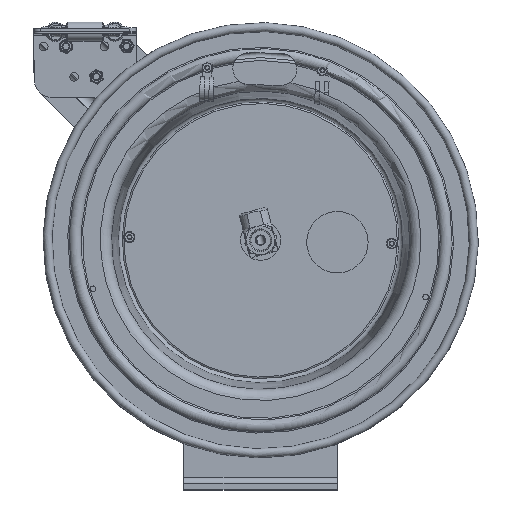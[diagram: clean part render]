
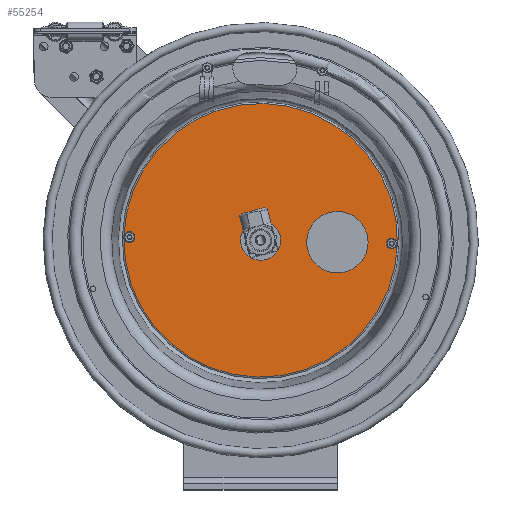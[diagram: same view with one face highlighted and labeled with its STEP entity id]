
A CAD part, top view. The second image highlights one B-rep face of the part: STEP entity #55254.
In plain terms, the highlighted planar face has unit normal (0, 0, 1).
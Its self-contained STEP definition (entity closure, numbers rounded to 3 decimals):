
#14112=FACE_BOUND('',#18432,.T.);
#14113=FACE_BOUND('',#18433,.T.);
#14114=FACE_BOUND('',#18434,.T.);
#14854=PLANE('',#58955);
#16361=FACE_OUTER_BOUND('',#18431,.T.);
#18431=EDGE_LOOP('',(#46991,#46992));
#18432=EDGE_LOOP('',(#46993));
#18433=EDGE_LOOP('',(#46994));
#18434=EDGE_LOOP('',(#46995));
#20776=CIRCLE('',#58950,5.345);
#20777=CIRCLE('',#58951,5.345);
#20781=CIRCLE('',#58956,0.1);
#20782=CIRCLE('',#58957,0.1);
#20783=CIRCLE('',#58958,0.65);
#26336=VERTEX_POINT('',#92940);
#26337=VERTEX_POINT('',#92941);
#26340=VERTEX_POINT('',#92950);
#26341=VERTEX_POINT('',#92952);
#26342=VERTEX_POINT('',#92954);
#35287=EDGE_CURVE('',#26336,#26337,#20776,.T.);
#35288=EDGE_CURVE('',#26337,#26336,#20777,.T.);
#35292=EDGE_CURVE('',#26340,#26340,#20781,.T.);
#35293=EDGE_CURVE('',#26341,#26341,#20782,.T.);
#35294=EDGE_CURVE('',#26342,#26342,#20783,.T.);
#46991=ORIENTED_EDGE('',*,*,#35287,.T.);
#46992=ORIENTED_EDGE('',*,*,#35288,.T.);
#46993=ORIENTED_EDGE('',*,*,#35292,.T.);
#46994=ORIENTED_EDGE('',*,*,#35293,.T.);
#46995=ORIENTED_EDGE('',*,*,#35294,.T.);
#55254=ADVANCED_FACE('',(#16361,#14112,#14113,#14114),#14854,.T.);
#58950=AXIS2_PLACEMENT_3D('',#92942,#68192,#68193);
#58951=AXIS2_PLACEMENT_3D('',#92943,#68194,#68195);
#58955=AXIS2_PLACEMENT_3D('',#92949,#68202,#68203);
#58956=AXIS2_PLACEMENT_3D('',#92951,#68204,#68205);
#58957=AXIS2_PLACEMENT_3D('',#92953,#68206,#68207);
#58958=AXIS2_PLACEMENT_3D('',#92955,#68208,#68209);
#68192=DIRECTION('center_axis',(0.,0.,
1.));
#68193=DIRECTION('ref_axis',(-0.025,-1.,0.));
#68194=DIRECTION('center_axis',(0.,0.,
1.));
#68195=DIRECTION('ref_axis',(-0.025,-1.,0.));
#68202=DIRECTION('center_axis',(0.,0.,
1.));
#68203=DIRECTION('ref_axis',(-1.,0.025,0.));
#68204=DIRECTION('center_axis',(0.,0.,
-1.));
#68205=DIRECTION('ref_axis',(-0.025,-1.,0.));
#68206=DIRECTION('center_axis',(0.,0.,
-1.));
#68207=DIRECTION('ref_axis',(-0.025,-1.,0.));
#68208=DIRECTION('center_axis',(0.,0.,
-1.));
#68209=DIRECTION('ref_axis',(0.025,1.,0.));
#92940=CARTESIAN_POINT('',(-0.163,-4.887,2.802));
#92941=CARTESIAN_POINT('',(5.313,0.324,2.802));
#92942=CARTESIAN_POINT('Origin',(-0.031,0.456,
2.802));
#92943=CARTESIAN_POINT('Origin',(-0.031,0.456,
2.802));
#92949=CARTESIAN_POINT('Origin',(-0.097,-2.216,
2.802));
#92950=CARTESIAN_POINT('',(-5.156,0.483,2.802));
#92951=CARTESIAN_POINT('Origin',(-5.154,0.583,2.802));
#92952=CARTESIAN_POINT('',(5.09,0.229,2.802));
#92953=CARTESIAN_POINT('Origin',(5.093,0.329,2.802));
#92954=CARTESIAN_POINT('',(-0.047,-0.194,2.802));
#92955=CARTESIAN_POINT('Origin',(-0.031,0.456,
2.802));
